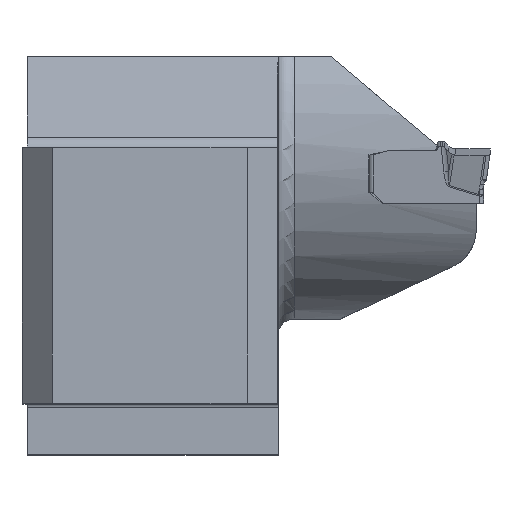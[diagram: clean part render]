
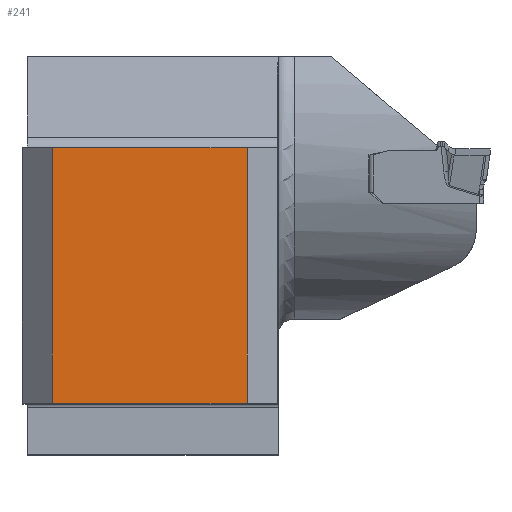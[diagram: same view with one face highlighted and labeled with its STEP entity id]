
A CAD part, top view. The second image highlights one B-rep face of the part: STEP entity #241.
In plain terms, the highlighted planar face has unit normal (0, 0, 1).
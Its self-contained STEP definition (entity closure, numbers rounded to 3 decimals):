
#241=ADVANCED_FACE('CU_BACK_SU1',(#389),#342,.F.);
#342=PLANE('',#1973);
#389=FACE_OUTER_BOUND('',#491,.T.);
#491=EDGE_LOOP('',(#902,#903,#904,#905));
#607=LINE('',#2659,#747);
#608=LINE('',#2662,#748);
#609=LINE('',#2664,#749);
#610=LINE('',#2666,#750);
#747=VECTOR('',#2175,1.);
#748=VECTOR('',#2176,1.);
#749=VECTOR('',#2177,1.);
#750=VECTOR('',#2178,1.);
#902=ORIENTED_EDGE('',*,*,#1611,.F.);
#903=ORIENTED_EDGE('',*,*,#1612,.F.);
#904=ORIENTED_EDGE('',*,*,#1613,.T.);
#905=ORIENTED_EDGE('',*,*,#1614,.T.);
#1436=VERTEX_POINT('',#2660);
#1437=VERTEX_POINT('',#2661);
#1438=VERTEX_POINT('',#2663);
#1439=VERTEX_POINT('',#2665);
#1611=EDGE_CURVE('',#1436,#1437,#607,.T.);
#1612=EDGE_CURVE('',#1438,#1436,#608,.T.);
#1613=EDGE_CURVE('',#1438,#1439,#609,.T.);
#1614=EDGE_CURVE('',#1439,#1437,#610,.T.);
#1973=AXIS2_PLACEMENT_3D('',#2667,#2179,#2180);
#2175=DIRECTION('',(0.,-1.,0.));
#2176=DIRECTION('',(1.,0.,0.));
#2177=DIRECTION('',(0.,-1.,0.));
#2178=DIRECTION('',(1.,0.,0.));
#2179=DIRECTION('',(0.,0.,-1.));
#2180=DIRECTION('',(1.,0.,0.));
#2659=CARTESIAN_POINT('',(22.325,0.,0.));
#2660=CARTESIAN_POINT('',(22.325,25.325,0.));
#2661=CARTESIAN_POINT('',(22.325,0.,0.));
#2662=CARTESIAN_POINT('',(110.,25.325,0.));
#2663=CARTESIAN_POINT('',(3.,25.325,0.));
#2664=CARTESIAN_POINT('',(3.,0.,0.));
#2665=CARTESIAN_POINT('',(3.,0.,0.));
#2666=CARTESIAN_POINT('',(110.,0.,0.));
#2667=CARTESIAN_POINT('',(-23.266,35.325,0.));
